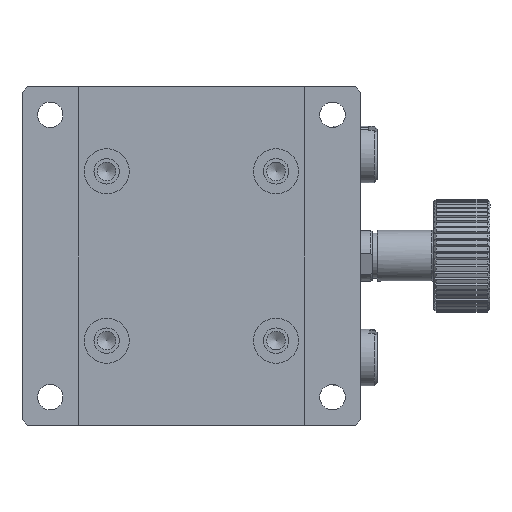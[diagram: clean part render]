
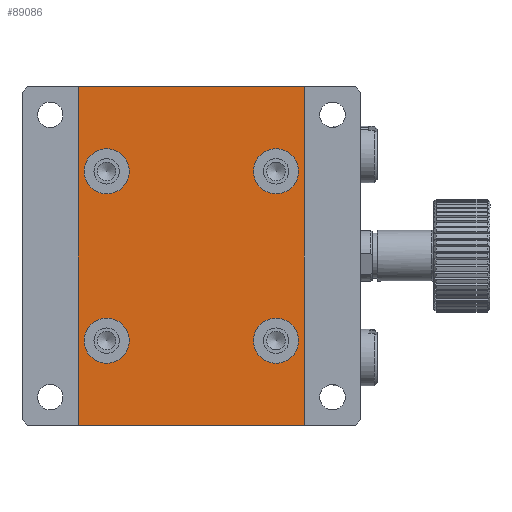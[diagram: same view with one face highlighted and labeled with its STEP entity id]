
A CAD part, front view. The second image highlights one B-rep face of the part: STEP entity #89086.
In plain terms, the highlighted planar face has unit normal (0, -1, 0).
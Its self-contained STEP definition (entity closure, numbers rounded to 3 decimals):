
#3682 = CARTESIAN_POINT ( 'NONE',  ( 0., 0.5, 60. ) ) ;
#4539 = DIRECTION ( 'NONE',  ( 0., 0., -1. ) ) ;
#4610 = CARTESIAN_POINT ( 'NONE',  ( 15., 0.5, 45. ) ) ;
#8208 = EDGE_CURVE ( 'NONE', #92935, #73114, #53133, .T. ) ;
#8436 = AXIS2_PLACEMENT_3D ( 'NONE', #4610, #104581, #31216 ) ;
#9617 = CIRCLE ( 'NONE', #23493, 4. ) ;
#10043 = VECTOR ( 'NONE', #94976, 1000. ) ;
#10741 = EDGE_CURVE ( 'NONE', #54554, #54554, #95151, .T. ) ;
#12478 = EDGE_LOOP ( 'NONE', ( #84091 ) ) ;
#12698 = CARTESIAN_POINT ( 'NONE',  ( 45., 0.5, 15. ) ) ;
#15333 = FACE_OUTER_BOUND ( 'NONE', #38517, .T. ) ;
#16929 = CARTESIAN_POINT ( 'NONE',  ( 0., 0.5, 0. ) ) ;
#19825 = CARTESIAN_POINT ( 'NONE',  ( 10., 0.5, 0. ) ) ;
#22507 = LINE ( 'NONE', #95872, #93001 ) ;
#22775 = EDGE_CURVE ( 'NONE', #102651, #80885, #92290, .T. ) ;
#22789 = CARTESIAN_POINT ( 'NONE',  ( 10., 0.5, 0. ) ) ;
#23014 = CARTESIAN_POINT ( 'NONE',  ( 10., 0.5, 60. ) ) ;
#23493 = AXIS2_PLACEMENT_3D ( 'NONE', #90135, #68327, #101469 ) ;
#25078 = PLANE ( 'NONE',  #106553 ) ;
#25659 = VECTOR ( 'NONE', #83592, 1000. ) ;
#27280 = VERTEX_POINT ( 'NONE', #86504 ) ;
#28923 = DIRECTION ( 'NONE',  ( 0., 0., -1. ) ) ;
#29957 = CARTESIAN_POINT ( 'NONE',  ( 45., 0.5, 45. ) ) ;
#31216 = DIRECTION ( 'NONE',  ( 0., 0., -1. ) ) ;
#31638 = FACE_BOUND ( 'NONE', #85840, .T. ) ;
#34102 = EDGE_LOOP ( 'NONE', ( #97827 ) ) ;
#35343 = EDGE_CURVE ( 'NONE', #73114, #102651, #52304, .T. ) ;
#38394 = ORIENTED_EDGE ( 'NONE', *, *, #35343, .T. ) ;
#38517 = EDGE_LOOP ( 'NONE', ( #85150, #86343, #99696, #38394 ) ) ;
#39700 = AXIS2_PLACEMENT_3D ( 'NONE', #29957, #54409, #88109 ) ;
#40384 = ORIENTED_EDGE ( 'NONE', *, *, #46857, .T. ) ;
#41425 = CIRCLE ( 'NONE', #8436, 4. ) ;
#45215 = CARTESIAN_POINT ( 'NONE',  ( 45., 0.5, 11. ) ) ;
#45861 = DIRECTION ( 'NONE',  ( 0., 1., 0. ) ) ;
#46857 = EDGE_CURVE ( 'NONE', #94655, #94655, #60857, .T. ) ;
#48482 = DIRECTION ( 'NONE',  ( 0., 0., -1. ) ) ;
#50156 = VECTOR ( 'NONE', #28923, 1000. ) ;
#50608 = FACE_BOUND ( 'NONE', #70258, .T. ) ;
#52304 = LINE ( 'NONE', #22789, #50156 ) ;
#53133 = LINE ( 'NONE', #3682, #10043 ) ;
#53365 = EDGE_CURVE ( 'NONE', #27280, #27280, #41425, .T. ) ;
#54409 = DIRECTION ( 'NONE',  ( 0., 1., 0. ) ) ;
#54554 = VERTEX_POINT ( 'NONE', #80624 ) ;
#58223 = FACE_BOUND ( 'NONE', #34102, .T. ) ;
#60857 = CIRCLE ( 'NONE', #66056, 4. ) ;
#65309 = DIRECTION ( 'NONE',  ( 0., -1., 0. ) ) ;
#65842 = FACE_BOUND ( 'NONE', #12478, .T. ) ;
#66056 = AXIS2_PLACEMENT_3D ( 'NONE', #12698, #45861, #4539 ) ;
#66448 = CARTESIAN_POINT ( 'NONE',  ( 50., 0.5, 0. ) ) ;
#68327 = DIRECTION ( 'NONE',  ( 0., 1., 0. ) ) ;
#70258 = EDGE_LOOP ( 'NONE', ( #70707 ) ) ;
#70707 = ORIENTED_EDGE ( 'NONE', *, *, #53365, .T. ) ;
#73114 = VERTEX_POINT ( 'NONE', #23014 ) ;
#76754 = EDGE_CURVE ( 'NONE', #88126, #88126, #9617, .T. ) ;
#79501 = EDGE_CURVE ( 'NONE', #80885, #92935, #22507, .T. ) ;
#80624 = CARTESIAN_POINT ( 'NONE',  ( 45., 0.5, 41. ) ) ;
#80885 = VERTEX_POINT ( 'NONE', #66448 ) ;
#83592 = DIRECTION ( 'NONE',  ( 1., 0., 0. ) ) ;
#84091 = ORIENTED_EDGE ( 'NONE', *, *, #76754, .T. ) ;
#85150 = ORIENTED_EDGE ( 'NONE', *, *, #22775, .T. ) ;
#85840 = EDGE_LOOP ( 'NONE', ( #40384 ) ) ;
#86343 = ORIENTED_EDGE ( 'NONE', *, *, #79501, .T. ) ;
#86504 = CARTESIAN_POINT ( 'NONE',  ( 15., 0.5, 41. ) ) ;
#88109 = DIRECTION ( 'NONE',  ( 0., 0., -1. ) ) ;
#88126 = VERTEX_POINT ( 'NONE', #95727 ) ;
#89086 = ADVANCED_FACE ( 'NONE', ( #15333, #50608, #58223, #31638, #65842 ), #25078, .T. ) ;
#90135 = CARTESIAN_POINT ( 'NONE',  ( 15., 0.5, 15. ) ) ;
#92290 = LINE ( 'NONE', #99876, #25659 ) ;
#92935 = VERTEX_POINT ( 'NONE', #102878 ) ;
#93001 = VECTOR ( 'NONE', #105629, 1000. ) ;
#94655 = VERTEX_POINT ( 'NONE', #45215 ) ;
#94976 = DIRECTION ( 'NONE',  ( -1., 0., 0. ) ) ;
#95151 = CIRCLE ( 'NONE', #39700, 4. ) ;
#95727 = CARTESIAN_POINT ( 'NONE',  ( 15., 0.5, 11. ) ) ;
#95872 = CARTESIAN_POINT ( 'NONE',  ( 50., 0.5, 0. ) ) ;
#97827 = ORIENTED_EDGE ( 'NONE', *, *, #10741, .T. ) ;
#99696 = ORIENTED_EDGE ( 'NONE', *, *, #8208, .T. ) ;
#99876 = CARTESIAN_POINT ( 'NONE',  ( 0., 0.5, 0. ) ) ;
#101469 = DIRECTION ( 'NONE',  ( 0., 0., -1. ) ) ;
#102651 = VERTEX_POINT ( 'NONE', #19825 ) ;
#102878 = CARTESIAN_POINT ( 'NONE',  ( 50., 0.5, 60. ) ) ;
#104581 = DIRECTION ( 'NONE',  ( 0., 1., 0. ) ) ;
#105629 = DIRECTION ( 'NONE',  ( 0., 0., 1. ) ) ;
#106553 = AXIS2_PLACEMENT_3D ( 'NONE', #16929, #65309, #48482 ) ;
